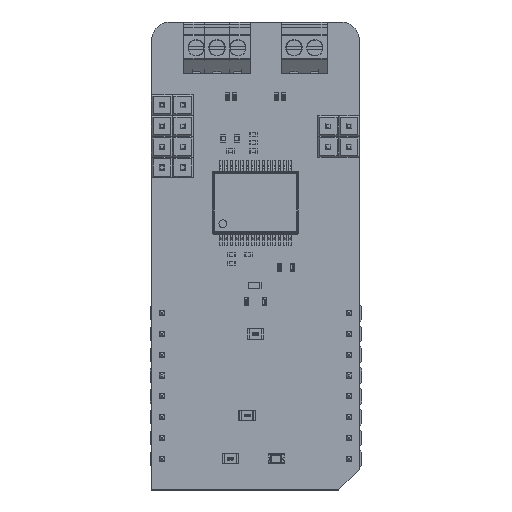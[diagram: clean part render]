
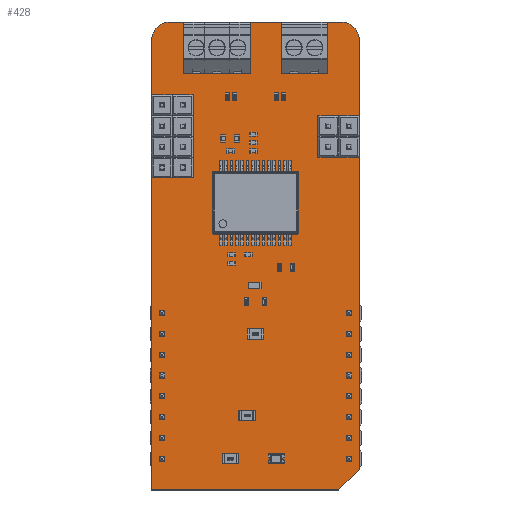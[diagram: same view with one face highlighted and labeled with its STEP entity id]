
A CAD part, top view. The second image highlights one B-rep face of the part: STEP entity #428.
In plain terms, the highlighted planar face has unit normal (0, 0, 1).
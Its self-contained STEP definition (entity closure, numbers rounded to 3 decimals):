
#199 = VERTEX_POINT('',#200);
#200 = CARTESIAN_POINT('',(-1.27,-3.81,0.));
#206 = EDGE_CURVE('',#199,#207,#209,.T.);
#207 = VERTEX_POINT('',#208);
#208 = CARTESIAN_POINT('',(-1.27,51.054,0.));
#209 = LINE('',#210,#211);
#210 = CARTESIAN_POINT('',(-1.27,-3.81,0.));
#211 = VECTOR('',#212,1.);
#212 = DIRECTION('',(0.,1.,0.));
#237 = EDGE_CURVE('',#207,#238,#240,.T.);
#238 = VERTEX_POINT('',#239);
#239 = CARTESIAN_POINT('',(1.016,53.34,0.));
#240 = CIRCLE('',#241,2.288);
#241 = AXIS2_PLACEMENT_3D('',#242,#243,#244);
#242 = CARTESIAN_POINT('',(1.018,51.052,0.));
#243 = DIRECTION('',(0.,0.,-1.));
#244 = DIRECTION('',(-1.,0.001,0.));
#270 = EDGE_CURVE('',#238,#271,#273,.T.);
#271 = VERTEX_POINT('',#272);
#272 = CARTESIAN_POINT('',(21.844,53.34,0.));
#273 = LINE('',#274,#275);
#274 = CARTESIAN_POINT('',(1.016,53.34,0.));
#275 = VECTOR('',#276,1.);
#276 = DIRECTION('',(1.,0.,0.));
#301 = EDGE_CURVE('',#271,#302,#304,.T.);
#302 = VERTEX_POINT('',#303);
#303 = CARTESIAN_POINT('',(24.13,51.054,0.));
#304 = CIRCLE('',#305,2.288);
#305 = AXIS2_PLACEMENT_3D('',#306,#307,#308);
#306 = CARTESIAN_POINT('',(21.842,51.052,0.));
#307 = DIRECTION('',(0.,0.,-1.));
#308 = DIRECTION('',(0.001,1.,0.));
#334 = EDGE_CURVE('',#302,#335,#337,.T.);
#335 = VERTEX_POINT('',#336);
#336 = CARTESIAN_POINT('',(24.13,-1.27,0.));
#337 = LINE('',#338,#339);
#338 = CARTESIAN_POINT('',(24.13,51.054,0.));
#339 = VECTOR('',#340,1.);
#340 = DIRECTION('',(0.,-1.,0.));
#365 = EDGE_CURVE('',#335,#366,#368,.T.);
#366 = VERTEX_POINT('',#367);
#367 = CARTESIAN_POINT('',(21.59,-3.81,0.));
#368 = LINE('',#369,#370);
#369 = CARTESIAN_POINT('',(24.13,-1.27,0.));
#370 = VECTOR('',#371,1.);
#371 = DIRECTION('',(-0.707,-0.707,0.));
#396 = EDGE_CURVE('',#366,#199,#397,.T.);
#397 = LINE('',#398,#399);
#398 = CARTESIAN_POINT('',(21.59,-3.81,0.));
#399 = VECTOR('',#400,1.);
#400 = DIRECTION('',(-1.,0.,0.));
#428 = ADVANCED_FACE('',(#429),#438,.T.);
#429 = FACE_BOUND('',#430,.F.);
#430 = EDGE_LOOP('',(#431,#432,#433,#434,#435,#436,#437));
#431 = ORIENTED_EDGE('',*,*,#206,.T.);
#432 = ORIENTED_EDGE('',*,*,#237,.T.);
#433 = ORIENTED_EDGE('',*,*,#270,.T.);
#434 = ORIENTED_EDGE('',*,*,#301,.T.);
#435 = ORIENTED_EDGE('',*,*,#334,.T.);
#436 = ORIENTED_EDGE('',*,*,#365,.T.);
#437 = ORIENTED_EDGE('',*,*,#396,.T.);
#438 = PLANE('',#439);
#439 = AXIS2_PLACEMENT_3D('',#440,#441,#442);
#440 = CARTESIAN_POINT('',(-1.27,-3.81,0.));
#441 = DIRECTION('',(0.,0.,1.));
#442 = DIRECTION('',(1.,0.,0.));
